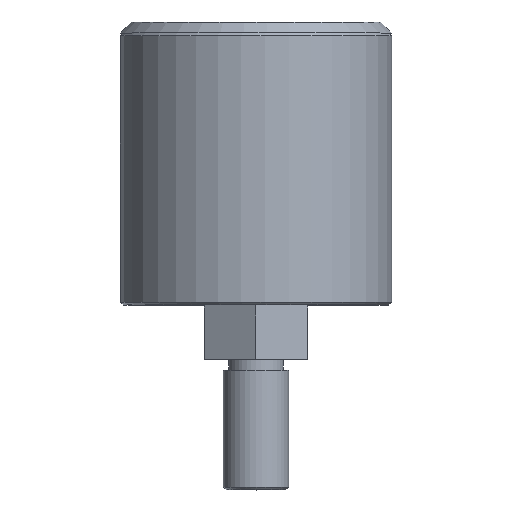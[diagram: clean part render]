
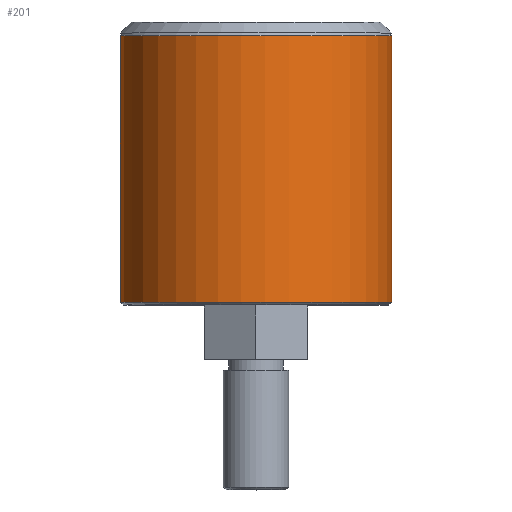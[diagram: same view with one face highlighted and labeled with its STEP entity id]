
A CAD part, top view. The second image highlights one B-rep face of the part: STEP entity #201.
In plain terms, the highlighted cylindrical face has radius 25 mm (diameter 50 mm), a full revolution.
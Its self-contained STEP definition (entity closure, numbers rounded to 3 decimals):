
#20 = FACE_OUTER_BOUND ( 'NONE', #21, .T. ) ;
#21 = EDGE_LOOP ( 'NONE', ( #622 ) ) ;
#49 = EDGE_CURVE ( 'NONE', #414, #414, #75, .T. ) ;
#56 = CARTESIAN_POINT ( 'NONE',  ( 0., 34.5, 0. ) ) ;
#75 = CIRCLE ( 'NONE', #288, 25. ) ;
#107 = AXIS2_PLACEMENT_3D ( 'NONE', #503, #313, #528 ) ;
#145 = CIRCLE ( 'NONE', #489, 25. ) ;
#201 = ADVANCED_FACE ( 'NONE', ( #20, #561 ), #672, .T. ) ;
#240 = CARTESIAN_POINT ( 'NONE',  ( 0., 83.5, 0. ) ) ;
#268 = EDGE_CURVE ( 'NONE', #378, #378, #145, .T. ) ;
#288 = AXIS2_PLACEMENT_3D ( 'NONE', #240, #396, #405 ) ;
#313 = DIRECTION ( 'NONE',  ( 0., 1., 0. ) ) ;
#378 = VERTEX_POINT ( 'NONE', #485 ) ;
#395 = EDGE_LOOP ( 'NONE', ( #427 ) ) ;
#396 = DIRECTION ( 'NONE',  ( 0., -1., 0. ) ) ;
#405 = DIRECTION ( 'NONE',  ( -0.107, 0., 0.994 ) ) ;
#414 = VERTEX_POINT ( 'NONE', #526 ) ;
#427 = ORIENTED_EDGE ( 'NONE', *, *, #49, .T. ) ;
#485 = CARTESIAN_POINT ( 'NONE',  ( 2.679, 34.5, -24.856 ) ) ;
#489 = AXIS2_PLACEMENT_3D ( 'NONE', #56, #584, #649 ) ;
#503 = CARTESIAN_POINT ( 'NONE',  ( 0., 34., 0. ) ) ;
#526 = CARTESIAN_POINT ( 'NONE',  ( -2.679, 83.5, 24.856 ) ) ;
#528 = DIRECTION ( 'NONE',  ( -0.107, 0., 0.994 ) ) ;
#561 = FACE_OUTER_BOUND ( 'NONE', #395, .T. ) ;
#584 = DIRECTION ( 'NONE',  ( 0., 1., 0. ) ) ;
#622 = ORIENTED_EDGE ( 'NONE', *, *, #268, .T. ) ;
#649 = DIRECTION ( 'NONE',  ( 0.107, 0., -0.994 ) ) ;
#672 = CYLINDRICAL_SURFACE ( 'NONE', #107, 25. ) ;
